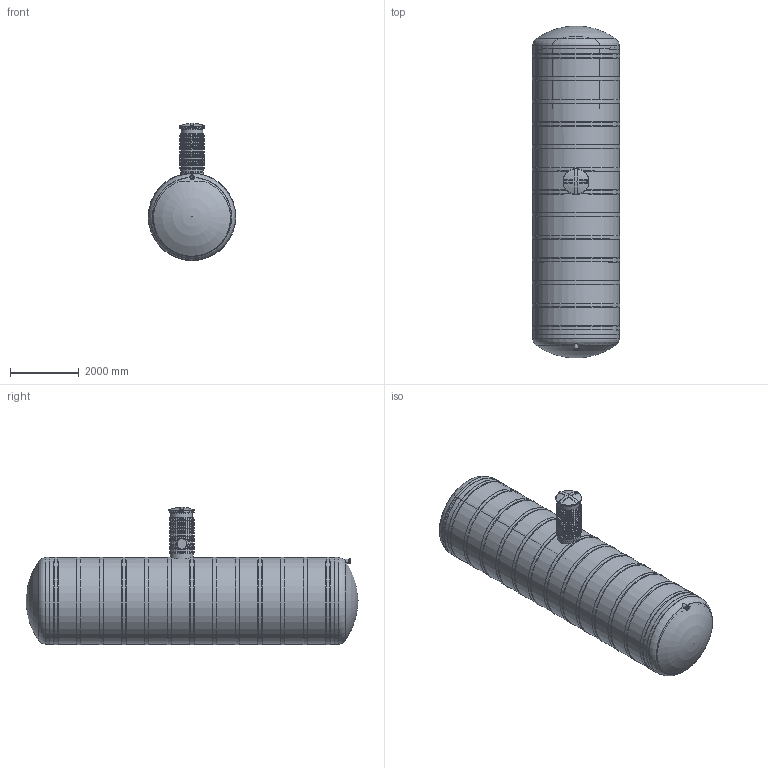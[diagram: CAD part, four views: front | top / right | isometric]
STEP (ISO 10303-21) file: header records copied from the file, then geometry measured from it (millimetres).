
FILE_DESCRIPTION(/* description */ ('Unknown'),/* implementation_level */ '2;1');
FILE_NAME(/* name */ 'Mahuti 45m3 23.03.23',/* time_stamp */ '2023-04-13T14:26:02+03:00',/* author */ ('Unknown'),/* organization */ ('Unknown'),/* preprocessor_version */ 'ST-DEVELOPER v18.1',/* originating_system */ 'Solid Edge',/* authorisation */ 'Unknown');
FILE_SCHEMA (('AUTOMOTIVE_DESIGN {1 0 10303 214 3 1 1}'));
Length unit declared in the file: millimetre
Products named in the file (13): Mahuti 45m3 23.03.23; silinder D2500 45m3; 2500 Ribi; D665 KP silinder 25.07.18; 2500 45m3 maht; 2697.001 tihend teeninduskaevule 670_var2; maht prooviks; muhvtoru_110_L=300; 2703.002; 2703.001; 2693.001_var3; 2389.001; 2389.003
Assembly tree (25 placements, depth 2):
  Mahuti 45m3 23.03.23
    silinder D2500 45m3
    2500 Ribi  x13
    D665 KP silinder 25.07.18
    2500 45m3 maht
    2697.001 tihend teeninduskaevule 670_var2  x2
    maht prooviks
    muhvtoru_110_L=300
    2703.002
    2703.001
    2693.001_var3
    2389.001
    2389.003
Bounding box: 2542 x 9645.21 x 3987 mm (x, y, z)
Volume: 43408827139.1 mm3; surface area: 281963704.2 mm2
Topology: 24 solids, 25 shells, 689 faces, 1635 edges, 1052 vertices
Faces by surface type: plane 235, cylinder 196, torus 173, bspline 43, cone 22, sphere 20
Full cylindrical faces by diameter (mm): 6 x3, 104 x1, 110 x3, 114.605 x1, 129.59 x1, 594 x1, 595 x1, 600 x1, 609 x1, 610 x2, 615 x2, 625 x2, 632.5 x4, 648.5 x4, 655 x11, 665 x10, 668.5 x4, 678.5 x2, 709 x1, 715 x10, 725 x11, 734 x1, 750 x1, 2500 x1, 2512 x14, 2515 x2, 2529 x2, 2542 x13
Entity records: 21727 total; most frequent: CARTESIAN_POINT 8830, DIRECTION 2511, ORIENTED_EDGE 2414, EDGE_CURVE 1207, AXIS2_PLACEMENT_3D 1108, VERTEX_POINT 878, FACE_BOUND 855, EDGE_LOOP 849
